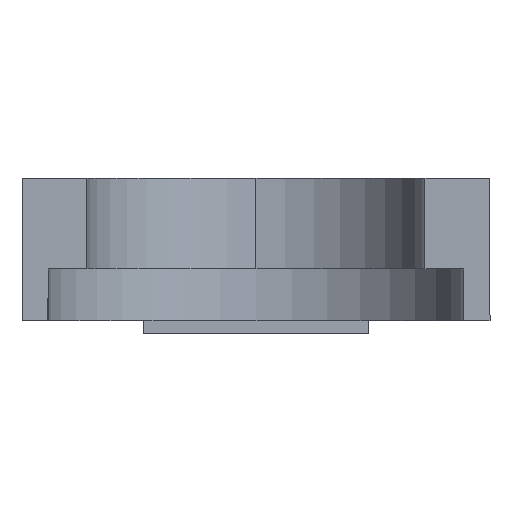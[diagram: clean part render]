
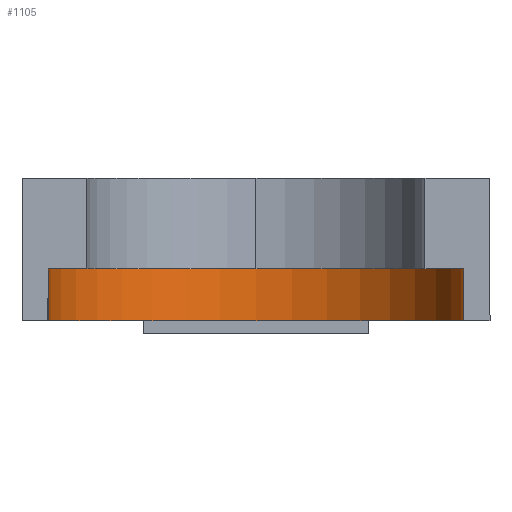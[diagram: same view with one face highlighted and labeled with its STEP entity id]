
A CAD part, left-side view. The second image highlights one B-rep face of the part: STEP entity #1105.
In plain terms, the highlighted cylindrical face has radius 16 mm (diameter 32 mm), a partial arc.
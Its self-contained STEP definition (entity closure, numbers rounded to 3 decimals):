
#20 = CYLINDRICAL_SURFACE ( 'NONE', #564, 16. ) ;
#26 = DIRECTION ( 'NONE',  ( -1., 0., 0. ) ) ;
#46 = CARTESIAN_POINT ( 'NONE',  ( 0., 0., 1. ) ) ;
#50 = CARTESIAN_POINT ( 'NONE',  ( 0., 16., 1. ) ) ;
#58 = EDGE_CURVE ( 'NONE', #321, #513, #844, .T. ) ;
#62 = ORIENTED_EDGE ( 'NONE', *, *, #493, .F. ) ;
#69 = ORIENTED_EDGE ( 'NONE', *, *, #92, .T. ) ;
#92 = EDGE_CURVE ( 'NONE', #513, #312, #917, .T. ) ;
#170 = CARTESIAN_POINT ( 'NONE',  ( 0., 0., 5. ) ) ;
#232 = EDGE_CURVE ( 'NONE', #321, #447, #897, .T. ) ;
#234 = DIRECTION ( 'NONE',  ( 0., 0., -1. ) ) ;
#277 = CARTESIAN_POINT ( 'NONE',  ( 0., -16., 1. ) ) ;
#282 = CARTESIAN_POINT ( 'NONE',  ( 0., 0., 5. ) ) ;
#312 = VERTEX_POINT ( 'NONE', #277 ) ;
#321 = VERTEX_POINT ( 'NONE', #750 ) ;
#322 = DIRECTION ( 'NONE',  ( 0., 0., -1. ) ) ;
#381 = DIRECTION ( 'NONE',  ( 0., 0., -1. ) ) ;
#395 = LINE ( 'NONE', #914, #543 ) ;
#397 = EDGE_LOOP ( 'NONE', ( #550, #69, #62, #537 ) ) ;
#433 = DIRECTION ( 'NONE',  ( 0., 0., -1. ) ) ;
#447 = VERTEX_POINT ( 'NONE', #842 ) ;
#493 = EDGE_CURVE ( 'NONE', #447, #312, #395, .T. ) ;
#513 = VERTEX_POINT ( 'NONE', #50 ) ;
#537 = ORIENTED_EDGE ( 'NONE', *, *, #232, .F. ) ;
#543 = VECTOR ( 'NONE', #234, 1000. ) ;
#550 = ORIENTED_EDGE ( 'NONE', *, *, #58, .T. ) ;
#564 = AXIS2_PLACEMENT_3D ( 'NONE', #282, #381, #26 ) ;
#750 = CARTESIAN_POINT ( 'NONE',  ( 0., 16., 5. ) ) ;
#766 = DIRECTION ( 'NONE',  ( 1., 0., 0. ) ) ;
#794 = DIRECTION ( 'NONE',  ( -1., 0., 0. ) ) ;
#831 = FACE_OUTER_BOUND ( 'NONE', #397, .T. ) ;
#842 = CARTESIAN_POINT ( 'NONE',  ( 0., -16., 5. ) ) ;
#844 = LINE ( 'NONE', #928, #854 ) ;
#854 = VECTOR ( 'NONE', #1007, 1000. ) ;
#897 = CIRCLE ( 'NONE', #958, 16. ) ;
#914 = CARTESIAN_POINT ( 'NONE',  ( 0., -16., 5. ) ) ;
#917 = CIRCLE ( 'NONE', #1135, 16. ) ;
#928 = CARTESIAN_POINT ( 'NONE',  ( 0., 16., 5. ) ) ;
#958 = AXIS2_PLACEMENT_3D ( 'NONE', #170, #433, #794 ) ;
#1007 = DIRECTION ( 'NONE',  ( 0., 0., -1. ) ) ;
#1105 = ADVANCED_FACE ( 'NONE', ( #831 ), #20, .F. ) ;
#1135 = AXIS2_PLACEMENT_3D ( 'NONE', #46, #322, #766 ) ;
